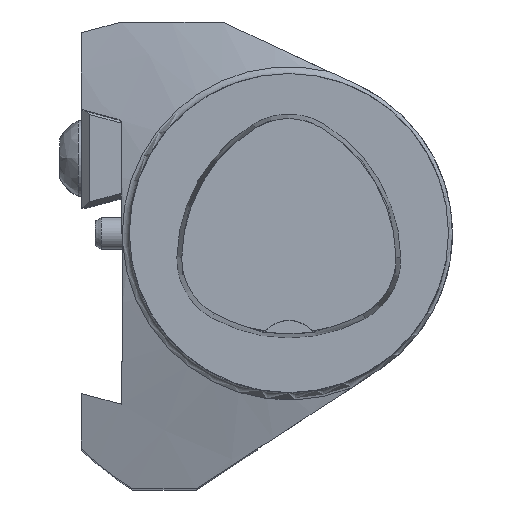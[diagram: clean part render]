
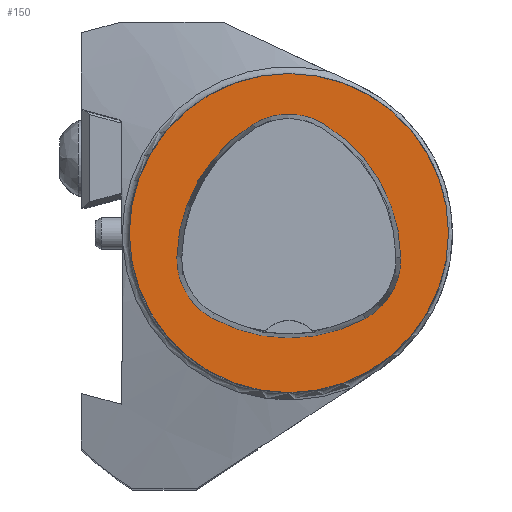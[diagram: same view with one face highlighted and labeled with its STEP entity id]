
A CAD part, top view. The second image highlights one B-rep face of the part: STEP entity #150.
In plain terms, the highlighted planar face has unit normal (0, 0, 1).
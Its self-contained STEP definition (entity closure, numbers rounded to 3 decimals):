
#51=FACE_BOUND('',#358,.T.);
#52=FACE_BOUND('',#359,.T.);
#150=ADVANCED_FACE('',(#51,#52),#213,.T.);
#213=PLANE('',#1508);
#358=EDGE_LOOP('',(#913,#914,#915,#916,#917,#918));
#359=EDGE_LOOP('',(#919));
#913=ORIENTED_EDGE('',*,*,#1311,.T.);
#914=ORIENTED_EDGE('',*,*,#1291,.T.);
#915=ORIENTED_EDGE('',*,*,#1295,.T.);
#916=ORIENTED_EDGE('',*,*,#1298,.T.);
#917=ORIENTED_EDGE('',*,*,#1301,.T.);
#918=ORIENTED_EDGE('',*,*,#1309,.T.);
#919=ORIENTED_EDGE('',*,*,#1261,.F.);
#1117=VERTEX_POINT('',#2238);
#1126=VERTEX_POINT('',#2298);
#1127=VERTEX_POINT('',#2299);
#1130=VERTEX_POINT('',#2307);
#1132=VERTEX_POINT('',#2313);
#1134=VERTEX_POINT('',#2319);
#1141=VERTEX_POINT('',#2340);
#1261=EDGE_CURVE('',#1117,#1117,#1357,.T.);
#1291=EDGE_CURVE('',#1126,#1127,#1361,.T.);
#1295=EDGE_CURVE('',#1127,#1130,#1363,.T.);
#1298=EDGE_CURVE('',#1130,#1132,#1365,.T.);
#1301=EDGE_CURVE('',#1132,#1134,#1367,.T.);
#1309=EDGE_CURVE('',#1134,#1141,#1371,.T.);
#1311=EDGE_CURVE('',#1141,#1126,#1373,.T.);
#1357=CIRCLE('',#1459,20.);
#1361=CIRCLE('',#1486,20.);
#1363=CIRCLE('',#1489,8.5);
#1365=CIRCLE('',#1492,20.);
#1367=CIRCLE('',#1495,8.5);
#1371=CIRCLE('',#1500,20.);
#1373=CIRCLE('',#1503,8.5);
#1459=AXIS2_PLACEMENT_3D('',#2237,#1701,#1702);
#1486=AXIS2_PLACEMENT_3D('',#2297,#1779,#1780);
#1489=AXIS2_PLACEMENT_3D('',#2306,#1787,#1788);
#1492=AXIS2_PLACEMENT_3D('',#2312,#1794,#1795);
#1495=AXIS2_PLACEMENT_3D('',#2318,#1801,#1802);
#1500=AXIS2_PLACEMENT_3D('',#2341,#1813,#1814);
#1503=AXIS2_PLACEMENT_3D('',#2344,#1819,#1820);
#1508=AXIS2_PLACEMENT_3D('',#2349,#1829,#1830);
#1701=DIRECTION('',(0.,0.,-1.));
#1702=DIRECTION('',(-1.,0.,0.));
#1779=DIRECTION('',(0.,0.,-1.));
#1780=DIRECTION('',(-1.,0.,0.));
#1787=DIRECTION('',(0.,0.,-1.));
#1788=DIRECTION('',(-1.,0.,0.));
#1794=DIRECTION('',(0.,0.,-1.));
#1795=DIRECTION('',(-1.,0.,0.));
#1801=DIRECTION('',(0.,0.,-1.));
#1802=DIRECTION('',(-1.,0.,0.));
#1813=DIRECTION('',(0.,0.,-1.));
#1814=DIRECTION('',(-1.,0.,0.));
#1819=DIRECTION('',(0.,0.,-1.));
#1820=DIRECTION('',(-1.,0.,0.));
#1829=DIRECTION('',(0.,0.,1.));
#1830=DIRECTION('',(1.,0.,0.));
#2237=CARTESIAN_POINT('',(0.,0.,0.));
#2238=CARTESIAN_POINT('',(-20.,0.,0.));
#2297=CARTESIAN_POINT('',(5.955,-3.414,0.));
#2298=CARTESIAN_POINT('',(-14.041,-3.042,0.));
#2299=CARTESIAN_POINT('',(-4.472,13.653,0.));
#2306=CARTESIAN_POINT('',(-0.04,6.4,0.));
#2307=CARTESIAN_POINT('',(4.347,13.68,0.));
#2312=CARTESIAN_POINT('',(-5.976,-3.45,0.));
#2313=CARTESIAN_POINT('',(14.021,-3.075,0.));
#2318=CARTESIAN_POINT('',(5.522,-3.235,0.));
#2319=CARTESIAN_POINT('',(9.588,-10.699,0.));
#2340=CARTESIAN_POINT('',(-9.655,-10.639,0.));
#2341=CARTESIAN_POINT('',(0.022,6.864,0.));
#2344=CARTESIAN_POINT('',(-5.543,-3.2,0.));
#2349=CARTESIAN_POINT('',(0.,0.,0.));
